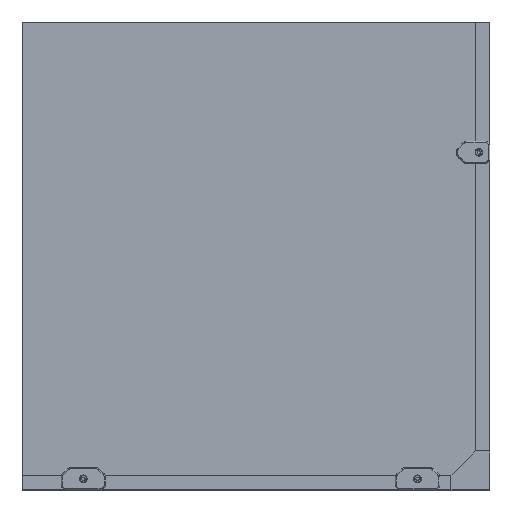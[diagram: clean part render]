
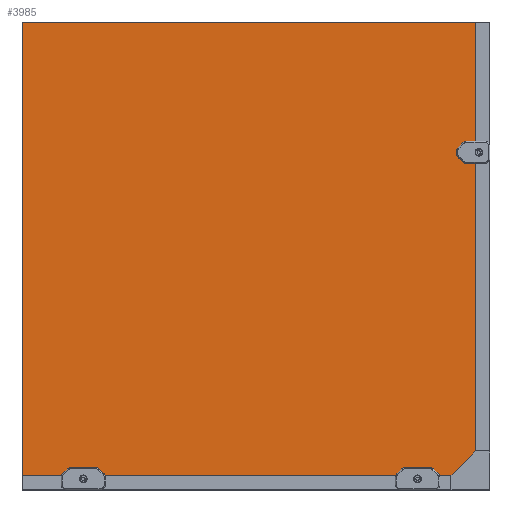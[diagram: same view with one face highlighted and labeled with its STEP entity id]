
A CAD part, top view. The second image highlights one B-rep face of the part: STEP entity #3985.
In plain terms, the highlighted planar face has unit normal (0, 0, 1).
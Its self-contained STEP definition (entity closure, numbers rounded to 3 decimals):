
#339=PLANE('',#4436);
#574=FACE_OUTER_BOUND('',#818,.T.);
#818=EDGE_LOOP('',(#3697,#3698,#3699,#3700,#3701));
#1140=LINE('',#7351,#1495);
#1156=LINE('',#7384,#1511);
#1164=LINE('',#7400,#1519);
#1166=LINE('',#7404,#1521);
#1167=LINE('',#7405,#1522);
#1495=VECTOR('',#5554,10.);
#1511=VECTOR('',#5580,10.);
#1519=VECTOR('',#5596,10.);
#1521=VECTOR('',#5600,10.);
#1522=VECTOR('',#5601,10.);
#1995=VERTEX_POINT('',#7344);
#1998=VERTEX_POINT('',#7349);
#2010=VERTEX_POINT('',#7380);
#2014=VERTEX_POINT('',#7399);
#2015=VERTEX_POINT('',#7403);
#2554=EDGE_CURVE('',#1995,#1998,#1140,.T.);
#2570=EDGE_CURVE('',#2010,#1995,#1156,.T.);
#2578=EDGE_CURVE('',#2014,#2010,#1164,.T.);
#2580=EDGE_CURVE('',#1998,#2015,#1166,.T.);
#2581=EDGE_CURVE('',#2015,#2014,#1167,.T.);
#3697=ORIENTED_EDGE('',*,*,#2570,.T.);
#3698=ORIENTED_EDGE('',*,*,#2554,.T.);
#3699=ORIENTED_EDGE('',*,*,#2580,.T.);
#3700=ORIENTED_EDGE('',*,*,#2581,.T.);
#3701=ORIENTED_EDGE('',*,*,#2578,.T.);
#3985=ADVANCED_FACE('',(#574),#339,.T.);
#4436=AXIS2_PLACEMENT_3D('',#7402,#5598,#5599);
#5554=DIRECTION('',(0.,1.,0.));
#5580=DIRECTION('',(0.707,0.707,0.));
#5596=DIRECTION('',(1.,0.,0.));
#5598=DIRECTION('center_axis',(0.,0.,1.));
#5599=DIRECTION('ref_axis',(1.,0.,0.));
#5600=DIRECTION('',(-1.,0.,0.));
#5601=DIRECTION('',(0.,-1.,0.));
#7344=CARTESIAN_POINT('',(7.,35.,5.));
#7349=CARTESIAN_POINT('',(7.,420.,5.));
#7351=CARTESIAN_POINT('',(7.,420.,5.));
#7380=CARTESIAN_POINT('',(-15.,13.,5.));
#7384=CARTESIAN_POINT('',(1.5,29.5,5.));
#7399=CARTESIAN_POINT('',(-400.,13.,5.));
#7400=CARTESIAN_POINT('',(7.,13.,5.));
#7402=CARTESIAN_POINT('Origin',(-196.5,216.5,5.));
#7403=CARTESIAN_POINT('',(-400.,420.,5.));
#7404=CARTESIAN_POINT('',(-400.,420.,5.));
#7405=CARTESIAN_POINT('',(-400.,13.,5.));
